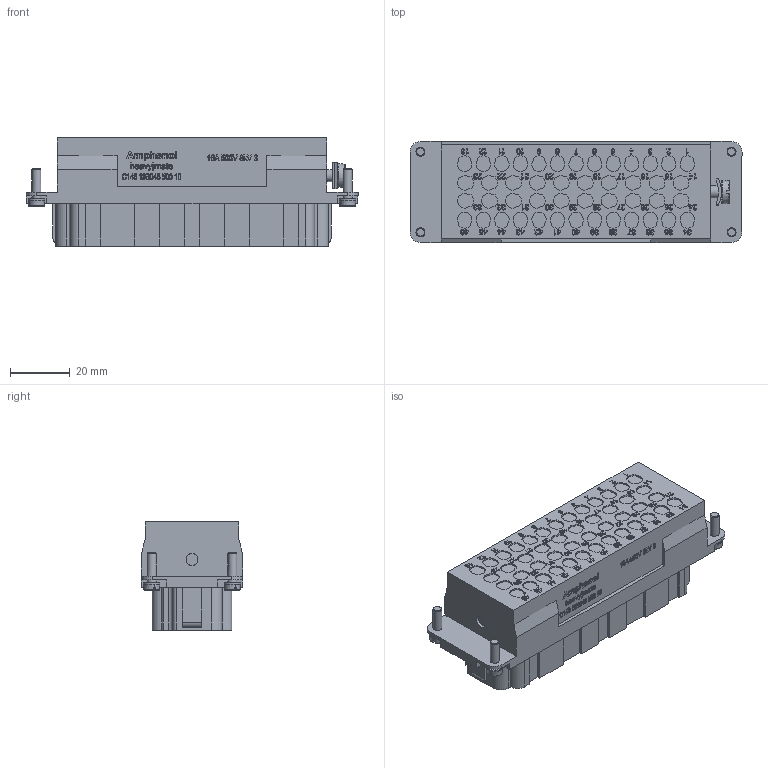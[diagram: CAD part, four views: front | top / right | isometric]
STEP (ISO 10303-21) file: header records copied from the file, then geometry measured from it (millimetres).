
FILE_DESCRIPTION(/* description */ (''),/* implementation_level */ '2;1');
FILE_NAME(/* name */ 'C3D_c146 10b046 500 10.stp',/* time_stamp */ '2018-06-15T12:46:37+02:00',/* author */ (''),/* organization */ (''),/* preprocessor_version */ 'ST-DEVELOPER v16',/* originating_system */ 'SIEMENS PLM Software NX 11.0',/* authorisation */ '');
FILE_SCHEMA (('AP203_CONFIGURATION_CONTROLLED_3D_DESIGN_OF_MECHANICAL_PARTS_AND_ASSEMBLIES_MIM_LF { 1 0 10303 403 2 1 2}'));
Products named in the file (1): 13245nxs001-01
Bounding box: 111 x 33.8 x 36.2 mm (x, y, z)
Volume: 94606.1 mm3; surface area: 21422.5 mm2
Topology: 1 solids, 1 shells, 2006 faces, 5081 edges, 3432 vertices
Faces by surface type: plane 1263, extrusion 436, cylinder 221, cone 76, torus 8, bspline 2
Full cylindrical faces by diameter (mm): 2.8 x46, 3 x8, 4 x3, 5 x46, 5.5 x4, 8 x1
Entity records: 72101 total; most frequent: CARTESIAN_POINT 26135, ORIENTED_EDGE 9804, DIRECTION 7735, EDGE_CURVE 4902, VECTOR 3603, VERTEX_POINT 3417, LINE 3167, EDGE_LOOP 2525
